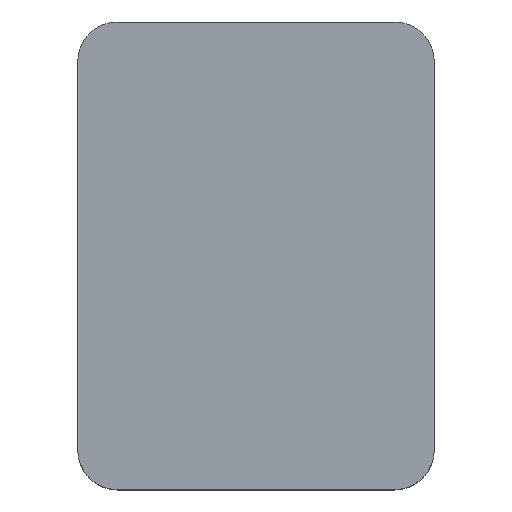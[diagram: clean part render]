
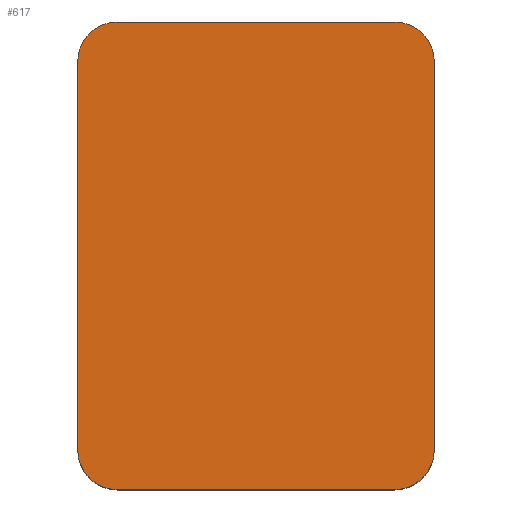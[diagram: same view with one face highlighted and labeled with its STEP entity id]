
A CAD part, top view. The second image highlights one B-rep face of the part: STEP entity #617.
In plain terms, the highlighted planar face has unit normal (0, 0, 1).
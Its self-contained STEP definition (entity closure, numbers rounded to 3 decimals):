
#41=PLANE('',#685);
#71=FACE_OUTER_BOUND('',#108,.T.);
#108=EDGE_LOOP('',(#519,#520,#521,#522,#523,#524,#525,#526));
#141=CIRCLE('',#686,7.1);
#142=CIRCLE('',#687,7.1);
#143=CIRCLE('',#688,7.1);
#144=CIRCLE('',#689,7.1);
#190=LINE('',#1021,#250);
#191=LINE('',#1025,#251);
#192=LINE('',#1029,#252);
#193=LINE('',#1032,#253);
#250=VECTOR('',#834,10.);
#251=VECTOR('',#837,10.);
#252=VECTOR('',#840,10.);
#253=VECTOR('',#843,10.);
#308=VERTEX_POINT('',#1017);
#309=VERTEX_POINT('',#1018);
#310=VERTEX_POINT('',#1020);
#311=VERTEX_POINT('',#1022);
#312=VERTEX_POINT('',#1024);
#313=VERTEX_POINT('',#1026);
#314=VERTEX_POINT('',#1028);
#315=VERTEX_POINT('',#1030);
#384=EDGE_CURVE('',#308,#309,#141,.T.);
#385=EDGE_CURVE('',#309,#310,#190,.T.);
#386=EDGE_CURVE('',#310,#311,#142,.T.);
#387=EDGE_CURVE('',#311,#312,#191,.T.);
#388=EDGE_CURVE('',#312,#313,#143,.T.);
#389=EDGE_CURVE('',#313,#314,#192,.T.);
#390=EDGE_CURVE('',#314,#315,#144,.T.);
#391=EDGE_CURVE('',#315,#308,#193,.T.);
#519=ORIENTED_EDGE('',*,*,#384,.T.);
#520=ORIENTED_EDGE('',*,*,#385,.T.);
#521=ORIENTED_EDGE('',*,*,#386,.T.);
#522=ORIENTED_EDGE('',*,*,#387,.T.);
#523=ORIENTED_EDGE('',*,*,#388,.T.);
#524=ORIENTED_EDGE('',*,*,#389,.T.);
#525=ORIENTED_EDGE('',*,*,#390,.T.);
#526=ORIENTED_EDGE('',*,*,#391,.T.);
#617=ADVANCED_FACE('',(#71),#41,.T.);
#685=AXIS2_PLACEMENT_3D('',#1016,#830,#831);
#686=AXIS2_PLACEMENT_3D('',#1019,#832,#833);
#687=AXIS2_PLACEMENT_3D('',#1023,#835,#836);
#688=AXIS2_PLACEMENT_3D('',#1027,#838,#839);
#689=AXIS2_PLACEMENT_3D('',#1031,#841,#842);
#830=DIRECTION('center_axis',(0.,0.,1.));
#831=DIRECTION('ref_axis',(-1.,0.,0.));
#832=DIRECTION('center_axis',(0.,0.,1.));
#833=DIRECTION('ref_axis',(-1.,0.,0.));
#834=DIRECTION('',(1.,0.,0.));
#835=DIRECTION('center_axis',(0.,0.,1.));
#836=DIRECTION('ref_axis',(0.,-1.,0.));
#837=DIRECTION('',(0.,1.,0.));
#838=DIRECTION('center_axis',(0.,0.,1.));
#839=DIRECTION('ref_axis',(1.,0.,0.));
#840=DIRECTION('',(-1.,0.,0.));
#841=DIRECTION('center_axis',(0.,0.,1.));
#842=DIRECTION('ref_axis',(0.,1.,0.));
#843=DIRECTION('',(0.,-1.,0.));
#1016=CARTESIAN_POINT('Origin',(0.,0.,54.));
#1017=CARTESIAN_POINT('',(-32.1,-35.,54.));
#1018=CARTESIAN_POINT('',(-25.,-42.1,54.));
#1019=CARTESIAN_POINT('Origin',(-25.,-35.,54.));
#1020=CARTESIAN_POINT('',(25.,-42.1,54.));
#1021=CARTESIAN_POINT('',(-25.,-42.1,54.));
#1022=CARTESIAN_POINT('',(32.1,-35.,54.));
#1023=CARTESIAN_POINT('Origin',(25.,-35.,54.));
#1024=CARTESIAN_POINT('',(32.1,35.,54.));
#1025=CARTESIAN_POINT('',(32.1,-35.,54.));
#1026=CARTESIAN_POINT('',(25.,42.1,54.));
#1027=CARTESIAN_POINT('Origin',(25.,35.,54.));
#1028=CARTESIAN_POINT('',(-25.,42.1,54.));
#1029=CARTESIAN_POINT('',(25.,42.1,54.));
#1030=CARTESIAN_POINT('',(-32.1,35.,54.));
#1031=CARTESIAN_POINT('Origin',(-25.,35.,54.));
#1032=CARTESIAN_POINT('',(-32.1,35.,54.));
